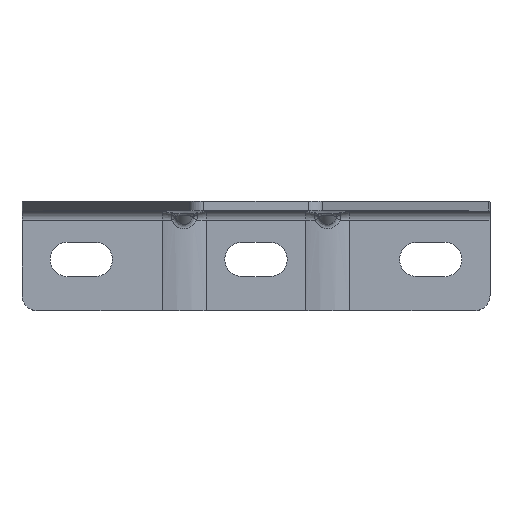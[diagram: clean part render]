
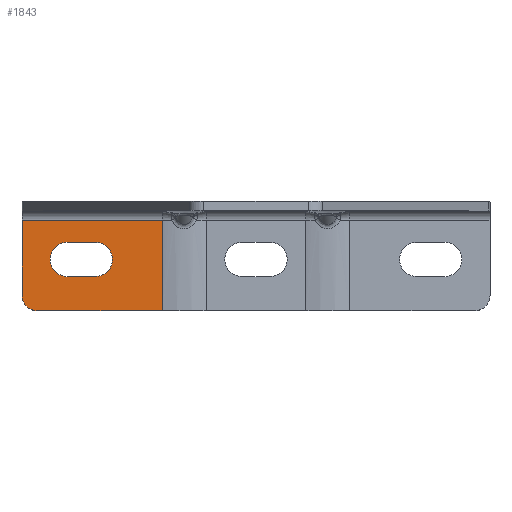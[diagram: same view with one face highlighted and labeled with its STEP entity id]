
A CAD part, top view. The second image highlights one B-rep face of the part: STEP entity #1843.
In plain terms, the highlighted planar face has unit normal (0, 0, 1).
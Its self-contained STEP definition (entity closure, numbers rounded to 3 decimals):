
#95=FACE_BOUND('',#334,.T.);
#120=PLANE('',#2052);
#215=FACE_OUTER_BOUND('',#333,.T.);
#333=EDGE_LOOP('',(#1622,#1623,#1624,#1625,#1626));
#334=EDGE_LOOP('',(#1627,#1628,#1629,#1630));
#410=LINE('',#2825,#538);
#425=LINE('',#2886,#553);
#430=LINE('',#3547,#558);
#458=LINE('',#3610,#586);
#461=LINE('',#3619,#589);
#464=LINE('',#3626,#592);
#538=VECTOR('',#2254,10.);
#553=VECTOR('',#2299,10.);
#558=VECTOR('',#2414,10.);
#586=VECTOR('',#2512,10.);
#589=VECTOR('',#2521,10.);
#592=VECTOR('',#2530,10.);
#657=CIRCLE('',#1935,5.);
#708=CIRCLE('',#2047,5.5);
#709=CIRCLE('',#2050,5.5);
#805=VERTEX_POINT('',#2799);
#806=VERTEX_POINT('',#2800);
#816=VERTEX_POINT('',#2824);
#837=VERTEX_POINT('',#2884);
#868=VERTEX_POINT('',#3459);
#875=VERTEX_POINT('',#3612);
#876=VERTEX_POINT('',#3613);
#877=VERTEX_POINT('',#3618);
#878=VERTEX_POINT('',#3622);
#986=EDGE_CURVE('',#805,#806,#657,.T.);
#998=EDGE_CURVE('',#806,#816,#410,.T.);
#1025=EDGE_CURVE('',#837,#805,#425,.T.);
#1099=EDGE_CURVE('',#868,#837,#430,.T.);
#1131=EDGE_CURVE('',#868,#816,#458,.T.);
#1132=EDGE_CURVE('',#875,#876,#708,.T.);
#1135=EDGE_CURVE('',#876,#877,#461,.T.);
#1137=EDGE_CURVE('',#877,#878,#709,.T.);
#1139=EDGE_CURVE('',#878,#875,#464,.T.);
#1622=ORIENTED_EDGE('',*,*,#986,.F.);
#1623=ORIENTED_EDGE('',*,*,#1025,.F.);
#1624=ORIENTED_EDGE('',*,*,#1099,.F.);
#1625=ORIENTED_EDGE('',*,*,#1131,.T.);
#1626=ORIENTED_EDGE('',*,*,#998,.F.);
#1627=ORIENTED_EDGE('',*,*,#1132,.T.);
#1628=ORIENTED_EDGE('',*,*,#1135,.T.);
#1629=ORIENTED_EDGE('',*,*,#1137,.T.);
#1630=ORIENTED_EDGE('',*,*,#1139,.T.);
#1843=ADVANCED_FACE('',(#215,#95),#120,.T.);
#1935=AXIS2_PLACEMENT_3D('',#2801,#2234,#2235);
#2047=AXIS2_PLACEMENT_3D('',#3614,#2515,#2516);
#2050=AXIS2_PLACEMENT_3D('',#3623,#2525,#2526);
#2052=AXIS2_PLACEMENT_3D('',#3627,#2531,#2532);
#2234=DIRECTION('center_axis',(0.,0.,-1.));
#2235=DIRECTION('ref_axis',(-0.707,-0.707,0.));
#2254=DIRECTION('',(0.,1.,0.));
#2299=DIRECTION('',(-1.,0.,0.));
#2414=DIRECTION('',(0.,-1.,0.));
#2512=DIRECTION('',(-1.,0.,0.));
#2515=DIRECTION('center_axis',(0.,0.,-1.));
#2516=DIRECTION('ref_axis',(0.,-1.,0.));
#2521=DIRECTION('',(-1.,0.,0.));
#2525=DIRECTION('center_axis',(0.,0.,-1.));
#2526=DIRECTION('ref_axis',(0.,1.,0.));
#2530=DIRECTION('',(1.,0.,0.));
#2531=DIRECTION('center_axis',(0.,0.,1.));
#2532=DIRECTION('ref_axis',(1.,0.,0.));
#2799=CARTESIAN_POINT('',(-70.,0.,3.));
#2800=CARTESIAN_POINT('',(-75.,5.,3.));
#2801=CARTESIAN_POINT('Origin',(-70.,5.,3.));
#2824=CARTESIAN_POINT('',(-75.,29.,3.));
#2825=CARTESIAN_POINT('',(-75.,35.,3.));
#2884=CARTESIAN_POINT('',(-30.,0.,3.));
#2886=CARTESIAN_POINT('',(-75.,0.,3.));
#3459=CARTESIAN_POINT('',(-30.,29.,3.));
#3547=CARTESIAN_POINT('',(-30.,0.,3.));
#3610=CARTESIAN_POINT('',(-63.75,29.,3.));
#3612=CARTESIAN_POINT('',(-51.5,22.,3.));
#3613=CARTESIAN_POINT('',(-51.5,11.,3.));
#3614=CARTESIAN_POINT('Origin',(-51.5,16.5,3.));
#3618=CARTESIAN_POINT('',(-60.5,11.,3.));
#3619=CARTESIAN_POINT('',(-52.,11.,3.));
#3622=CARTESIAN_POINT('',(-60.5,22.,3.));
#3623=CARTESIAN_POINT('Origin',(-60.5,16.5,3.));
#3626=CARTESIAN_POINT('',(-56.5,22.,3.));
#3627=CARTESIAN_POINT('Origin',(-52.5,17.5,3.));
